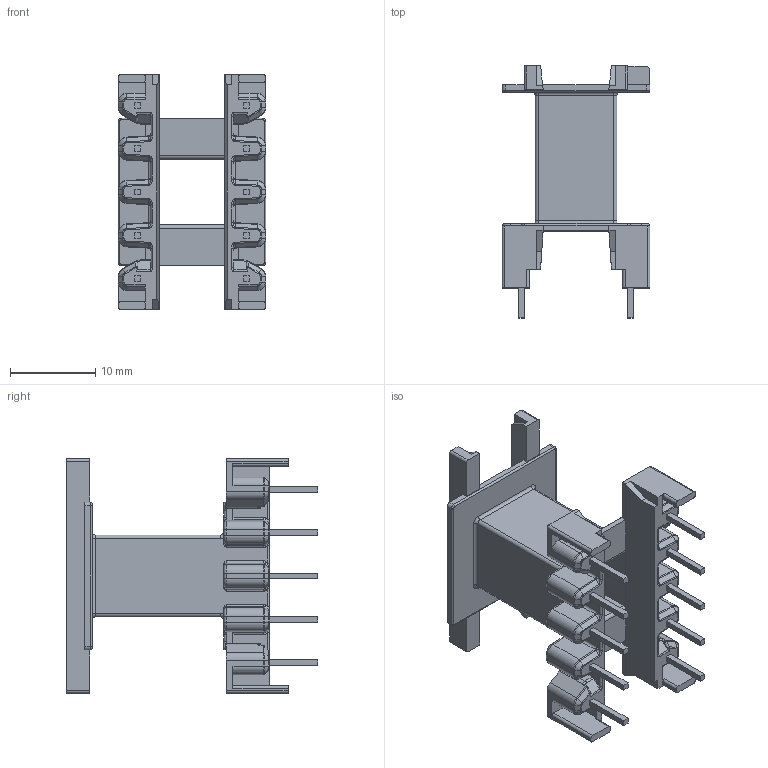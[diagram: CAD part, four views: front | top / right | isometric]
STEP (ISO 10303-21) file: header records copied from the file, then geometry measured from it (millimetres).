
FILE_DESCRIPTION((''),'2;1');
FILE_NAME('C61036-A0018-B202_E25_VT_SW','2021-03-11T',('EE4793'),(''),'PRO/ENGINEER BY PARAMETRIC TECHNOLOGY CORPORATION, 2014000','PRO/ENGINEER BY PARAMETRIC TECHNOLOGY CORPORATION, 2014000','');
FILE_SCHEMA(('AUTOMOTIVE_DESIGN { 1 0 10303 214 1 1 1 1 }'));
Length unit declared in the file: millimetre
Products named in the file (1): C61036-A0018-B202_E25_VT_SW
Bounding box: 17.3 x 29.5 x 27.5 mm (x, y, z)
Volume: 1981.9 mm3; surface area: 3656.3 mm2
Topology: 1 solids, 1 shells, 786 faces, 2029 edges, 1254 vertices
Faces by surface type: plane 407, cylinder 227, torus 76, bspline 48, cone 20, sphere 8
Entity records: 26685 total; most frequent: CARTESIAN_POINT 7581, ORIENTED_EDGE 4042, DIRECTION 3875, EDGE_CURVE 2021, VECTOR 1383, LINE 1383, VERTEX_POINT 1254, AXIS2_PLACEMENT_3D 1246
